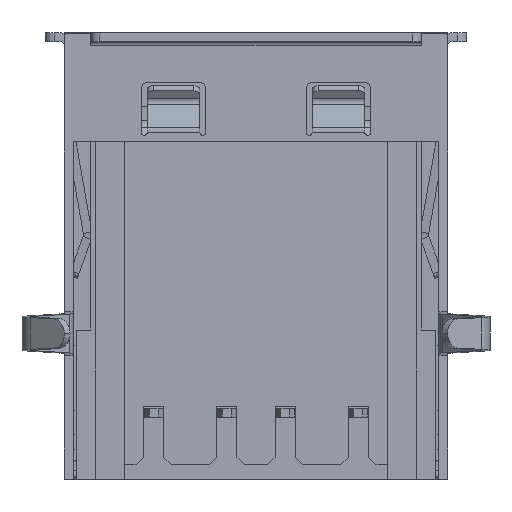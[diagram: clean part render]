
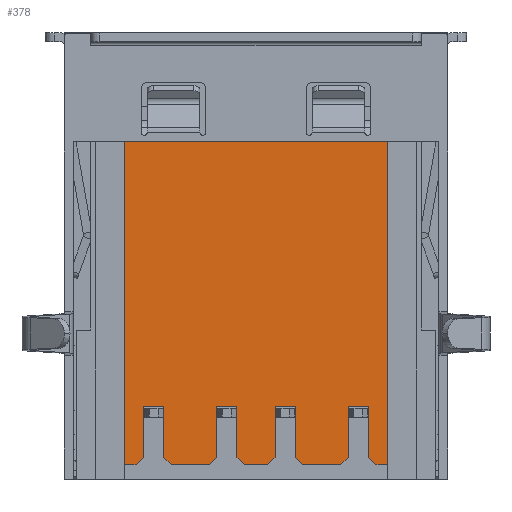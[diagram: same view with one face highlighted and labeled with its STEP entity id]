
A CAD part, front view. The second image highlights one B-rep face of the part: STEP entity #378.
In plain terms, the highlighted planar face has unit normal (0, -1, 0).
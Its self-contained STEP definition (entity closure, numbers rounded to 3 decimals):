
#378=ADVANCED_FACE('',(#1265),#1266,.T.);
#1265=FACE_OUTER_BOUND('',#3682,.T.);
#1266=PLANE('',#3683);
#3682=EDGE_LOOP('',(#7010,#7011,#7012,#7013,#7014,#7015,#7016,#7017,#7018,#7019,#7020,#7021,#7022,#7023,#7024,#7025,#7026,#7027,#7028,#7029,#7030,#7031,#7032,#7033,#7034,#7035,#7036,#7037));
#3683=AXIS2_PLACEMENT_3D('',#7038,#7039,#7040);
#7010=ORIENTED_EDGE('',*,*,#9762,.F.);
#7011=ORIENTED_EDGE('',*,*,#9763,.T.);
#7012=ORIENTED_EDGE('',*,*,#9708,.F.);
#7013=ORIENTED_EDGE('',*,*,#9761,.F.);
#7014=ORIENTED_EDGE('',*,*,#9764,.T.);
#7015=ORIENTED_EDGE('',*,*,#9765,.T.);
#7016=ORIENTED_EDGE('',*,*,#9766,.F.);
#7017=ORIENTED_EDGE('',*,*,#9767,.F.);
#7018=ORIENTED_EDGE('',*,*,#9768,.F.);
#7019=ORIENTED_EDGE('',*,*,#9769,.T.);
#7020=ORIENTED_EDGE('',*,*,#9770,.F.);
#7021=ORIENTED_EDGE('',*,*,#9771,.T.);
#7022=ORIENTED_EDGE('',*,*,#9772,.F.);
#7023=ORIENTED_EDGE('',*,*,#9773,.F.);
#7024=ORIENTED_EDGE('',*,*,#9774,.F.);
#7025=ORIENTED_EDGE('',*,*,#9775,.T.);
#7026=ORIENTED_EDGE('',*,*,#9776,.F.);
#7027=ORIENTED_EDGE('',*,*,#9777,.T.);
#7028=ORIENTED_EDGE('',*,*,#9778,.F.);
#7029=ORIENTED_EDGE('',*,*,#9779,.F.);
#7030=ORIENTED_EDGE('',*,*,#9780,.F.);
#7031=ORIENTED_EDGE('',*,*,#9781,.T.);
#7032=ORIENTED_EDGE('',*,*,#9782,.F.);
#7033=ORIENTED_EDGE('',*,*,#9783,.T.);
#7034=ORIENTED_EDGE('',*,*,#9784,.F.);
#7035=ORIENTED_EDGE('',*,*,#9785,.F.);
#7036=ORIENTED_EDGE('',*,*,#9786,.F.);
#7037=ORIENTED_EDGE('',*,*,#9787,.T.);
#7038=CARTESIAN_POINT('',(-4.5,0.4,0.0));
#7039=DIRECTION('',(0.0,-1.0,0.0));
#7040=DIRECTION('',(0.0,0.0,-1.0));
#9708=EDGE_CURVE('',#11947,#11949,#11950,.F.);
#9761=EDGE_CURVE('',#12036,#11947,#12038,.F.);
#9762=EDGE_CURVE('',#12039,#12040,#12041,.T.);
#9763=EDGE_CURVE('',#12039,#11949,#12042,.F.);
#9764=EDGE_CURVE('',#12036,#12043,#12044,.F.);
#9765=EDGE_CURVE('',#12043,#12045,#12046,.T.);
#9766=EDGE_CURVE('',#12047,#12045,#12048,.T.);
#9767=EDGE_CURVE('',#12049,#12047,#12050,.T.);
#9768=EDGE_CURVE('',#12051,#12049,#12052,.T.);
#9769=EDGE_CURVE('',#12051,#12053,#12054,.T.);
#9770=EDGE_CURVE('',#12055,#12053,#12056,.T.);
#9771=EDGE_CURVE('',#12055,#12057,#12058,.T.);
#9772=EDGE_CURVE('',#12059,#12057,#12060,.T.);
#9773=EDGE_CURVE('',#12061,#12059,#12062,.T.);
#9774=EDGE_CURVE('',#12063,#12061,#12064,.T.);
#9775=EDGE_CURVE('',#12063,#12065,#12066,.T.);
#9776=EDGE_CURVE('',#12067,#12065,#12068,.T.);
#9777=EDGE_CURVE('',#12067,#12069,#12070,.T.);
#9778=EDGE_CURVE('',#12071,#12069,#12072,.T.);
#9779=EDGE_CURVE('',#12073,#12071,#12074,.T.);
#9780=EDGE_CURVE('',#12075,#12073,#12076,.T.);
#9781=EDGE_CURVE('',#12075,#12077,#12078,.T.);
#9782=EDGE_CURVE('',#12079,#12077,#12080,.T.);
#9783=EDGE_CURVE('',#12079,#12081,#12082,.T.);
#9784=EDGE_CURVE('',#12083,#12081,#12084,.T.);
#9785=EDGE_CURVE('',#12085,#12083,#12086,.T.);
#9786=EDGE_CURVE('',#12087,#12085,#12088,.T.);
#9787=EDGE_CURVE('',#12087,#12040,#12089,.T.);
#11947=VERTEX_POINT('',#15672);
#11949=VERTEX_POINT('',#15675);
#11950=LINE('',#15676,#15677);
#12036=VERTEX_POINT('',#15814);
#12038=LINE('',#15817,#15818);
#12039=VERTEX_POINT('',#15819);
#12040=VERTEX_POINT('',#15820);
#12041=LINE('',#15821,#15822);
#12042=LINE('',#15823,#15824);
#12043=VERTEX_POINT('',#15825);
#12044=LINE('',#15826,#15827);
#12045=VERTEX_POINT('',#15828);
#12046=LINE('',#15829,#15830);
#12047=VERTEX_POINT('',#15831);
#12048=LINE('',#15832,#15833);
#12049=VERTEX_POINT('',#15834);
#12050=LINE('',#15835,#15836);
#12051=VERTEX_POINT('',#15837);
#12052=LINE('',#15838,#15839);
#12053=VERTEX_POINT('',#15840);
#12054=LINE('',#15841,#15842);
#12055=VERTEX_POINT('',#15843);
#12056=LINE('',#15844,#15845);
#12057=VERTEX_POINT('',#15846);
#12058=LINE('',#15847,#15848);
#12059=VERTEX_POINT('',#15849);
#12060=LINE('',#15850,#15851);
#12061=VERTEX_POINT('',#15852);
#12062=LINE('',#15853,#15854);
#12063=VERTEX_POINT('',#15855);
#12064=LINE('',#15856,#15857);
#12065=VERTEX_POINT('',#15858);
#12066=LINE('',#15859,#15860);
#12067=VERTEX_POINT('',#15861);
#12068=LINE('',#15862,#15863);
#12069=VERTEX_POINT('',#15864);
#12070=LINE('',#15865,#15866);
#12071=VERTEX_POINT('',#15867);
#12072=LINE('',#15868,#15869);
#12073=VERTEX_POINT('',#15870);
#12074=LINE('',#15871,#15872);
#12075=VERTEX_POINT('',#15873);
#12076=LINE('',#15874,#15875);
#12077=VERTEX_POINT('',#15876);
#12078=LINE('',#15877,#15878);
#12079=VERTEX_POINT('',#15879);
#12080=LINE('',#15880,#15881);
#12081=VERTEX_POINT('',#15882);
#12082=LINE('',#15883,#15884);
#12083=VERTEX_POINT('',#15885);
#12084=LINE('',#15886,#15887);
#12085=VERTEX_POINT('',#15888);
#12086=LINE('',#15889,#15890);
#12087=VERTEX_POINT('',#15891);
#12088=LINE('',#15892,#15893);
#12089=LINE('',#15894,#15895);
#15672=CARTESIAN_POINT('',(-4.5,0.4,11.54));
#15675=CARTESIAN_POINT('',(4.5,0.4,11.54));
#15676=CARTESIAN_POINT('',(-1.888,0.4,11.54));
#15677=VECTOR('',#18306,1.0);
#15814=CARTESIAN_POINT('',(-4.5,0.4,0.5));
#15817=CARTESIAN_POINT('',(-4.5,0.4,0.0));
#15818=VECTOR('',#18359,1.0);
#15819=CARTESIAN_POINT('',(4.5,0.4,0.5));
#15820=CARTESIAN_POINT('',(4.1,0.4,0.5));
#15821=CARTESIAN_POINT('',(0.0,0.4,0.5));
#15822=VECTOR('',#18360,1.0);
#15823=CARTESIAN_POINT('',(4.5,0.4,0.0));
#15824=VECTOR('',#18361,1.0);
#15825=CARTESIAN_POINT('',(-4.1,0.4,0.5));
#15826=CARTESIAN_POINT('',(-4.175,0.4,0.5));
#15827=VECTOR('',#18362,1.0);
#15828=CARTESIAN_POINT('',(-3.85,0.4,0.75));
#15829=CARTESIAN_POINT('',(-4.263,0.4,0.338));
#15830=VECTOR('',#18363,1.0);
#15831=CARTESIAN_POINT('',(-3.85,0.4,2.5));
#15832=CARTESIAN_POINT('',(-3.85,0.4,1.25));
#15833=VECTOR('',#18364,1.0);
#15834=CARTESIAN_POINT('',(-3.15,0.4,2.5));
#15835=CARTESIAN_POINT('',(-3.825,0.4,2.5));
#15836=VECTOR('',#18365,1.0);
#15837=CARTESIAN_POINT('',(-3.15,0.4,0.75));
#15838=CARTESIAN_POINT('',(-3.15,0.4,0.25));
#15839=VECTOR('',#18366,1.0);
#15840=CARTESIAN_POINT('',(-2.9,0.4,0.5));
#15841=CARTESIAN_POINT('',(-3.238,0.4,0.838));
#15842=VECTOR('',#18367,1.0);
#15843=CARTESIAN_POINT('',(-1.6,0.4,0.5));
#15844=CARTESIAN_POINT('',(-2.925,0.4,0.5));
#15845=VECTOR('',#18368,1.0);
#15846=CARTESIAN_POINT('',(-1.35,0.4,0.75));
#15847=CARTESIAN_POINT('',(-2.388,0.4,-0.288));
#15848=VECTOR('',#18369,1.0);
#15849=CARTESIAN_POINT('',(-1.35,0.4,2.5));
#15850=CARTESIAN_POINT('',(-1.35,0.4,1.25));
#15851=VECTOR('',#18370,1.0);
#15852=CARTESIAN_POINT('',(-0.65,0.4,2.5));
#15853=CARTESIAN_POINT('',(-2.575,0.4,2.5));
#15854=VECTOR('',#18371,1.0);
#15855=CARTESIAN_POINT('',(-0.65,0.4,0.75));
#15856=CARTESIAN_POINT('',(-0.65,0.4,0.25));
#15857=VECTOR('',#18372,1.0);
#15858=CARTESIAN_POINT('',(-0.4,0.4,0.5));
#15859=CARTESIAN_POINT('',(-1.363,0.4,1.463));
#15860=VECTOR('',#18373,1.0);
#15861=CARTESIAN_POINT('',(0.4,0.4,0.5));
#15862=CARTESIAN_POINT('',(-1.925,0.4,0.5));
#15863=VECTOR('',#18374,1.0);
#15864=CARTESIAN_POINT('',(0.65,0.4,0.75));
#15865=CARTESIAN_POINT('',(-0.888,0.4,-0.788));
#15866=VECTOR('',#18375,1.0);
#15867=CARTESIAN_POINT('',(0.65,0.4,2.5));
#15868=CARTESIAN_POINT('',(0.65,0.4,1.25));
#15869=VECTOR('',#18376,1.0);
#15870=CARTESIAN_POINT('',(1.35,0.4,2.5));
#15871=CARTESIAN_POINT('',(-1.575,0.4,2.5));
#15872=VECTOR('',#18377,1.0);
#15873=CARTESIAN_POINT('',(1.35,0.4,0.75));
#15874=CARTESIAN_POINT('',(1.35,0.4,0.25));
#15875=VECTOR('',#18378,1.0);
#15876=CARTESIAN_POINT('',(1.6,0.4,0.5));
#15877=CARTESIAN_POINT('',(0.138,0.4,1.963));
#15878=VECTOR('',#18379,1.0);
#15879=CARTESIAN_POINT('',(2.9,0.4,0.5));
#15880=CARTESIAN_POINT('',(-0.675,0.4,0.5));
#15881=VECTOR('',#18380,1.0);
#15882=CARTESIAN_POINT('',(3.15,0.4,0.75));
#15883=CARTESIAN_POINT('',(0.988,0.4,-1.413));
#15884=VECTOR('',#18381,1.0);
#15885=CARTESIAN_POINT('',(3.15,0.4,2.5));
#15886=CARTESIAN_POINT('',(3.15,0.4,1.25));
#15887=VECTOR('',#18382,1.0);
#15888=CARTESIAN_POINT('',(3.85,0.4,2.5));
#15889=CARTESIAN_POINT('',(-0.325,0.4,2.5));
#15890=VECTOR('',#18383,1.0);
#15891=CARTESIAN_POINT('',(3.85,0.4,0.75));
#15892=CARTESIAN_POINT('',(3.85,0.4,0.25));
#15893=VECTOR('',#18384,1.0);
#15894=CARTESIAN_POINT('',(2.013,0.4,2.588));
#15895=VECTOR('',#18385,1.0);
#18306=DIRECTION('',(-1.0,-0.0,-0.0));
#18359=DIRECTION('',(0.0,0.0,-1.0));
#18360=DIRECTION('',(-1.0,0.0,0.0));
#18361=DIRECTION('',(-0.0,-0.0,-1.0));
#18362=DIRECTION('',(-1.0,0.0,0.0));
#18363=DIRECTION('',(0.707,0.0,0.707));
#18364=DIRECTION('',(-0.0,-0.0,-1.0));
#18365=DIRECTION('',(-1.0,0.0,0.0));
#18366=DIRECTION('',(-0.0,0.0,1.0));
#18367=DIRECTION('',(0.707,0.0,-0.707));
#18368=DIRECTION('',(-1.0,0.0,0.0));
#18369=DIRECTION('',(0.707,0.0,0.707));
#18370=DIRECTION('',(-0.0,-0.0,-1.0));
#18371=DIRECTION('',(-1.0,0.0,0.0));
#18372=DIRECTION('',(-0.0,0.0,1.0));
#18373=DIRECTION('',(0.707,0.0,-0.707));
#18374=DIRECTION('',(-1.0,0.0,0.0));
#18375=DIRECTION('',(0.707,0.0,0.707));
#18376=DIRECTION('',(-0.0,-0.0,-1.0));
#18377=DIRECTION('',(-1.0,0.0,0.0));
#18378=DIRECTION('',(-0.0,0.0,1.0));
#18379=DIRECTION('',(0.707,0.0,-0.707));
#18380=DIRECTION('',(-1.0,0.0,0.0));
#18381=DIRECTION('',(0.707,0.0,0.707));
#18382=DIRECTION('',(-0.0,-0.0,-1.0));
#18383=DIRECTION('',(-1.0,0.0,0.0));
#18384=DIRECTION('',(-0.0,0.0,1.0));
#18385=DIRECTION('',(0.707,0.0,-0.707));
